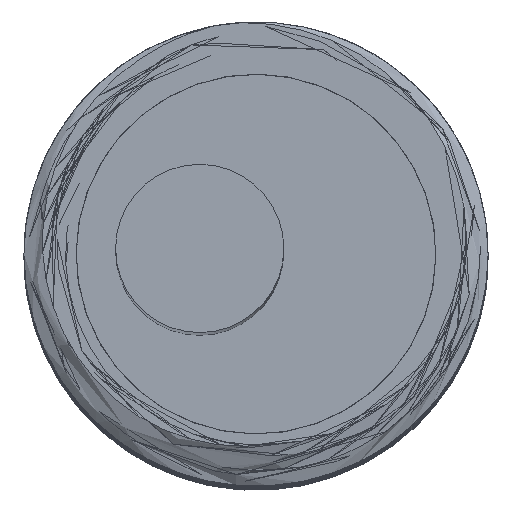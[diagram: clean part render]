
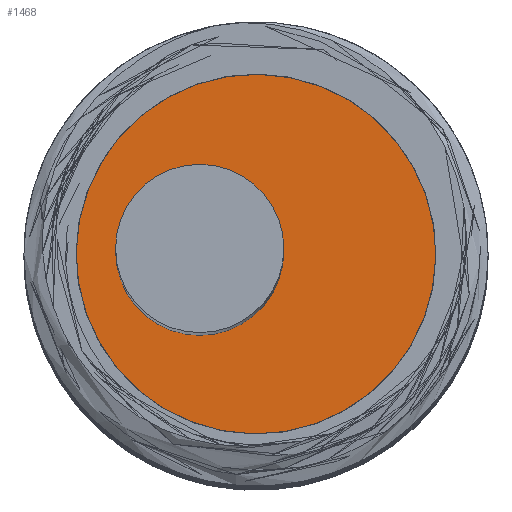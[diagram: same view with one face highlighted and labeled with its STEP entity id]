
A CAD part, top view. The second image highlights one B-rep face of the part: STEP entity #1468.
In plain terms, the highlighted planar face has unit normal (0, 0, 1).
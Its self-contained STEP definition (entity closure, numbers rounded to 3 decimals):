
#113 = DIRECTION ( 'NONE',  ( 0., 0., 1. ) ) ;
#327 = FACE_OUTER_BOUND ( 'NONE', #2334, .T. ) ;
#343 = DIRECTION ( 'NONE',  ( 1., 0., 0. ) ) ;
#361 = AXIS2_PLACEMENT_3D ( 'NONE', #508, #7398, #3308 ) ;
#508 = CARTESIAN_POINT ( 'NONE',  ( 0., 0., 0.2 ) ) ;
#692 = PLANE ( 'NONE',  #3038 ) ;
#1073 = CARTESIAN_POINT ( 'NONE',  ( 3.1, 0., 0.2 ) ) ;
#1468 = ADVANCED_FACE ( 'NONE', ( #327 ), #692, .T. ) ;
#1765 = DIRECTION ( 'NONE',  ( 0., 0., 1. ) ) ;
#2334 = EDGE_LOOP ( 'NONE', ( #8259, #8614 ) ) ;
#2527 = CARTESIAN_POINT ( 'NONE',  ( 0., 0., 0.2 ) ) ;
#2760 = CARTESIAN_POINT ( 'NONE',  ( -3.1, 0., 0.2 ) ) ;
#2860 = CARTESIAN_POINT ( 'NONE',  ( 0., 0., 0.2 ) ) ;
#3038 = AXIS2_PLACEMENT_3D ( 'NONE', #2860, #113, #8372 ) ;
#3308 = DIRECTION ( 'NONE',  ( 1., 0., 0. ) ) ;
#3954 = EDGE_CURVE ( 'NONE', #6470, #4003, #6812, .T. ) ;
#4003 = VERTEX_POINT ( 'NONE', #2760 ) ;
#6470 = VERTEX_POINT ( 'NONE', #1073 ) ;
#6812 = CIRCLE ( 'NONE', #361, 3.1 ) ;
#7398 = DIRECTION ( 'NONE',  ( 0., 0., 1. ) ) ;
#7532 = CIRCLE ( 'NONE', #8238, 3.1 ) ;
#8222 = EDGE_CURVE ( 'NONE', #4003, #6470, #7532, .T. ) ;
#8238 = AXIS2_PLACEMENT_3D ( 'NONE', #2527, #1765, #343 ) ;
#8259 = ORIENTED_EDGE ( 'NONE', *, *, #8222, .T. ) ;
#8372 = DIRECTION ( 'NONE',  ( 1., 0., 0. ) ) ;
#8614 = ORIENTED_EDGE ( 'NONE', *, *, #3954, .T. ) ;
